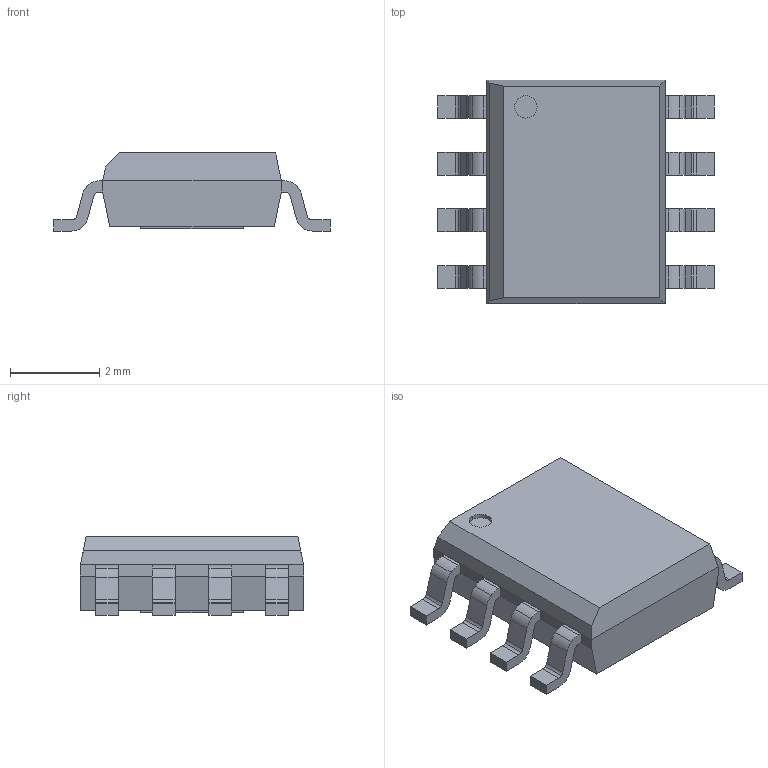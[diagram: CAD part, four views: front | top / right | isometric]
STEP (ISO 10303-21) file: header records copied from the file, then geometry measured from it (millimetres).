
FILE_DESCRIPTION((''),'2;1');
FILE_NAME('SOIC127P600X175-9N-S229.stp','2010-01-13T17:19:22',(''),(''),'Mechanical Desktop 2006','Mechanical Desktop 2006',', , ');
FILE_SCHEMA(('AUTOMOTIVE_DESIGN { 1 2 10303 214 0 1 1 1 }'));
Length unit declared in the file: millimetre
Products named in the file (1): Product
Bounding box: 6.2 x 5 x 1.75 mm (x, y, z)
Volume: 33.4 mm3; surface area: 99.3 mm2
Topology: 10 solids, 10 shells, 171 faces, 443 edges, 294 vertices
Faces by surface type: bspline 72, plane 65, cylinder 34
Entity records: 5703 total; most frequent: CARTESIAN_POINT 1573, ORIENTED_EDGE 886, DIRECTION 775, EDGE_CURVE 443, VECTOR 311, LINE 311, VERTEX_POINT 294, AXIS2_PLACEMENT_3D 232
